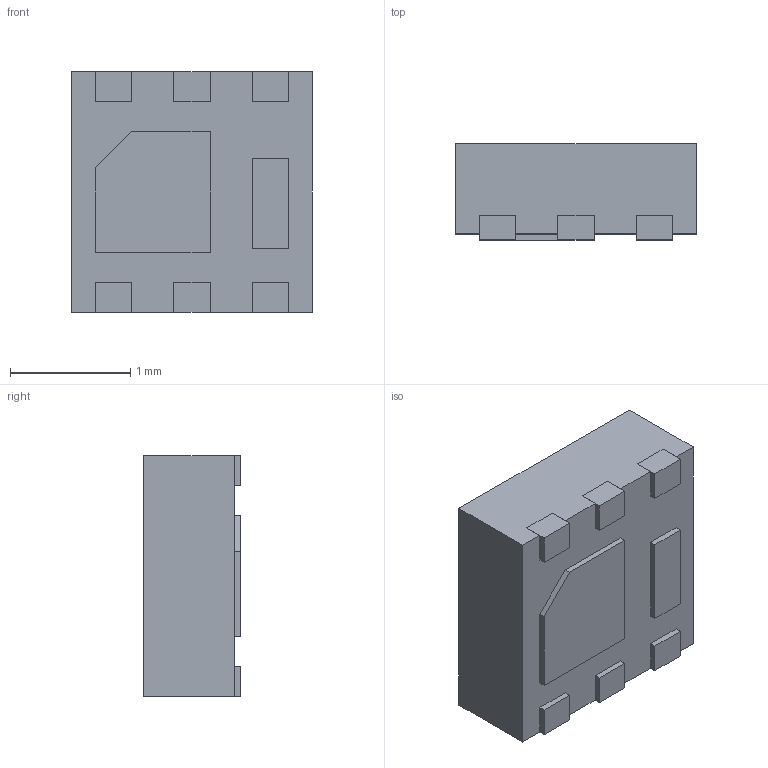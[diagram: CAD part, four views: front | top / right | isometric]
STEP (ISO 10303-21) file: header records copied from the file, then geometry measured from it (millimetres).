
FILE_DESCRIPTION (( 'STEP AP214' ), '1' );
FILE_NAME ('CSD17571Q2.STEP', '2020-05-13T13:52:24', ( '' ), ( '' ), 'SwSTEP 2.0', 'SolidWorks 2017', '' );
FILE_SCHEMA (( 'AUTOMOTIVE_DESIGN' ));
Length unit declared in the file: millimetre
Products named in the file (1): CSD17571Q2
Bounding box: 2 x 0.8 x 2 mm (x, y, z)
Volume: 3.1 mm3; surface area: 19.4 mm2
Topology: 10 solids, 10 shells, 86 faces, 195 edges, 130 vertices
Faces by surface type: plane 82, cylinder 4
Entity records: 2482 total; most frequent: CARTESIAN_POINT 412, ORIENTED_EDGE 390, DIRECTION 377, EDGE_CURVE 195, VECTOR 187, LINE 187, VERTEX_POINT 130, AXIS2_PLACEMENT_3D 95
